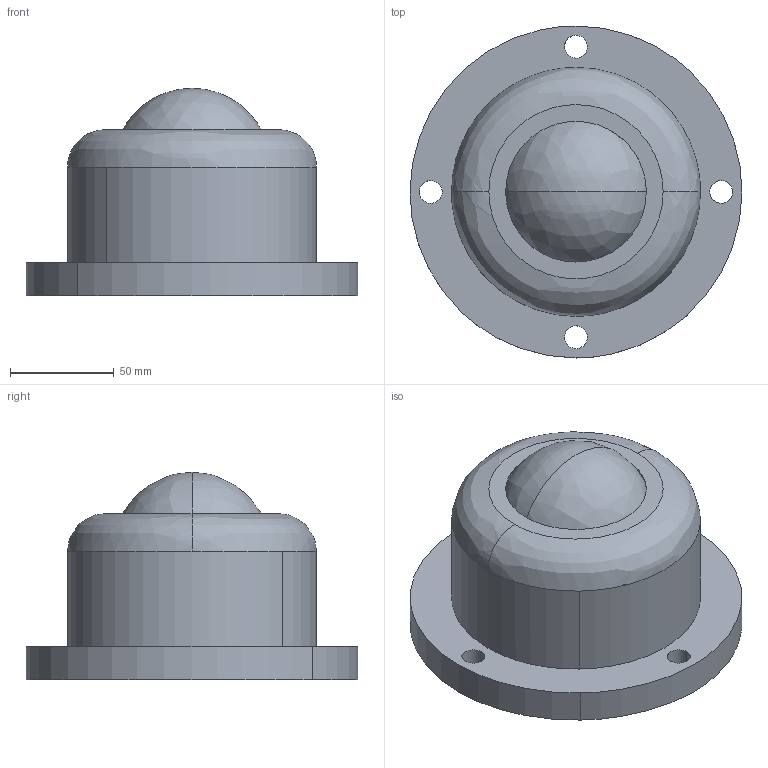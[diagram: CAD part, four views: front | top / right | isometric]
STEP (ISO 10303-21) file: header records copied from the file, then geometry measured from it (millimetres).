
FILE_DESCRIPTION((''),'2;1');
FILE_NAME('','2009-01-19T13:50:30',(''),(''),'','CADfix','');
FILE_SCHEMA(('AUTOMOTIVE_DESIGN { 1 0 10303 214 1 1 1 1 }'));
Length unit declared in the file: millimetre
Bounding box: 160 x 160 x 100 mm (x, y, z)
Volume: 542184 mm3; surface area: 129460.7 mm2
Topology: 2 solids, 2 shells, 47 faces, 212 edges, 176 vertices
Faces by surface type: bspline 47
Entity records: 3642 total; most frequent: CARTESIAN_POINT 2402, ORIENTED_EDGE 424, EDGE_CURVE 212, VERTEX_POINT 176, B_SPLINE_CURVE_WITH_KNOTS 176, EDGE_LOOP 62, FACE_OUTER_BOUND 47, ADVANCED_FACE 47
